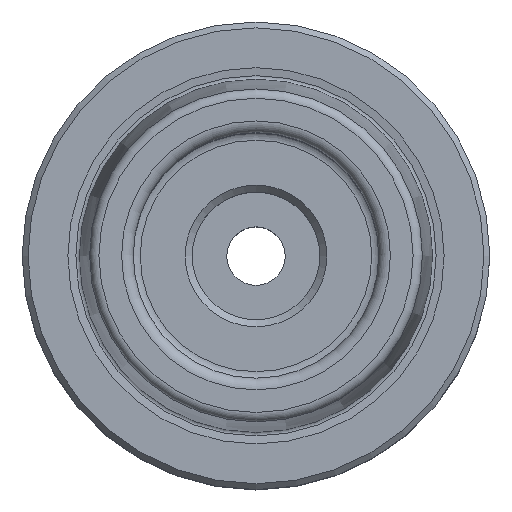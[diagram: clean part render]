
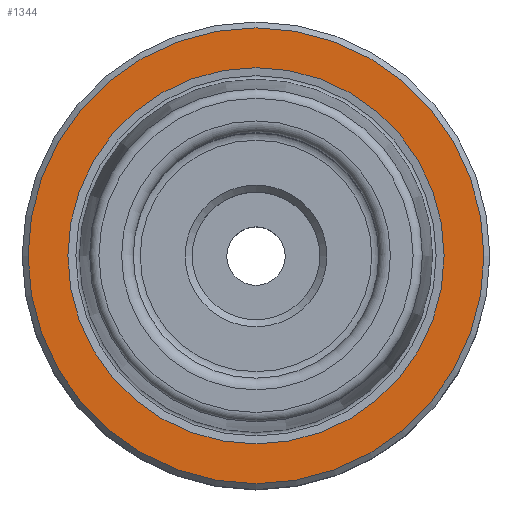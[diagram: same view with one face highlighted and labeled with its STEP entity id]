
A CAD part, top view. The second image highlights one B-rep face of the part: STEP entity #1344.
In plain terms, the highlighted planar face has unit normal (0, 0, 1).
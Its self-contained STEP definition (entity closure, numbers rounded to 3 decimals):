
#24=PLANE('',#1458);
#134=ORIENTED_EDGE('',*,*,#261,.T.);
#135=ORIENTED_EDGE('',*,*,#260,.F.);
#260=EDGE_CURVE('',#336,#336,#412,.T.);
#261=EDGE_CURVE('',#337,#337,#413,.T.);
#336=VERTEX_POINT('',#1949);
#337=VERTEX_POINT('',#1952);
#412=CIRCLE('',#1457,16.094);
#413=CIRCLE('',#1459,19.5);
#514=EDGE_LOOP('',(#134));
#515=EDGE_LOOP('',(#135));
#666=FACE_BOUND('',#514,.T.);
#667=FACE_BOUND('',#515,.T.);
#1344=ADVANCED_FACE('',(#666,#667),#24,.T.);
#1457=AXIS2_PLACEMENT_3D('',#1948,#1672,#1673);
#1458=AXIS2_PLACEMENT_3D('',#1950,#1674,#1675);
#1459=AXIS2_PLACEMENT_3D('',#1951,#1676,#1677);
#1672=DIRECTION('',(0.,0.,1.));
#1673=DIRECTION('',(1.,0.,0.));
#1674=DIRECTION('',(0.,0.,1.));
#1675=DIRECTION('',(1.,0.,0.));
#1676=DIRECTION('',(0.,0.,1.));
#1677=DIRECTION('',(1.,0.,0.));
#1948=CARTESIAN_POINT('',(0.,0.,0.));
#1949=CARTESIAN_POINT('',(16.094,0.,0.));
#1950=CARTESIAN_POINT('',(19.5,0.,0.));
#1951=CARTESIAN_POINT('',(0.,0.,0.));
#1952=CARTESIAN_POINT('',(19.5,0.,0.));
